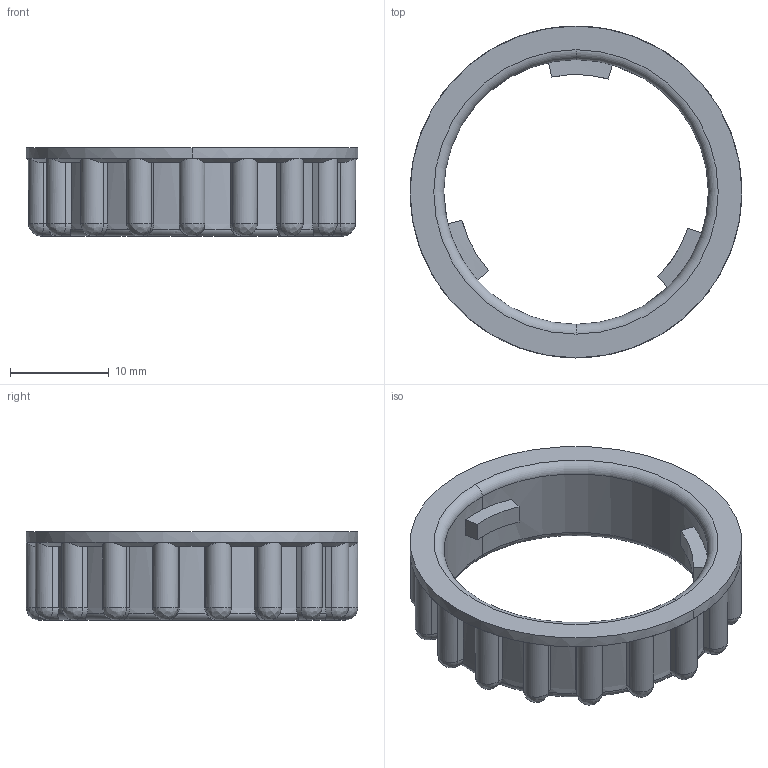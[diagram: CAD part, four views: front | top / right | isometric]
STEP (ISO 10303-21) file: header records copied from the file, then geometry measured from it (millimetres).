
FILE_DESCRIPTION (( 'STEP AP214' ), '1' );
FILE_NAME ('c-0965687-01-b-3d_Ring.STEP', '2021-10-20T07:29:48', ( '' ), ( '' ), 'SwSTEP 2.0', 'SolidWorks 2020', '' );
FILE_SCHEMA (( 'AUTOMOTIVE_DESIGN' ));
Length unit declared in the file: millimetre
Products named in the file (1): c-0965687-01-b-3d_Ring
Bounding box: 33.6 x 33.6 x 9 mm (x, y, z)
Volume: 2037.5 mm3; surface area: 2557.3 mm2
Topology: 1 solids, 1 shells, 209 faces, 601 edges, 395 vertices
Faces by surface type: cylinder 82, plane 79, bspline 24, cone 19, torus 5
Entity records: 11389 total; most frequent: CARTESIAN_POINT 3842, ORIENTED_EDGE 1198, DIRECTION 1004, EDGE_CURVE 599, AXIS2_PLACEMENT_3D 397, VERTEX_POINT 394, CIRCLE 212, UNCERTAINTY_MEASURE_WITH_UNIT 211
